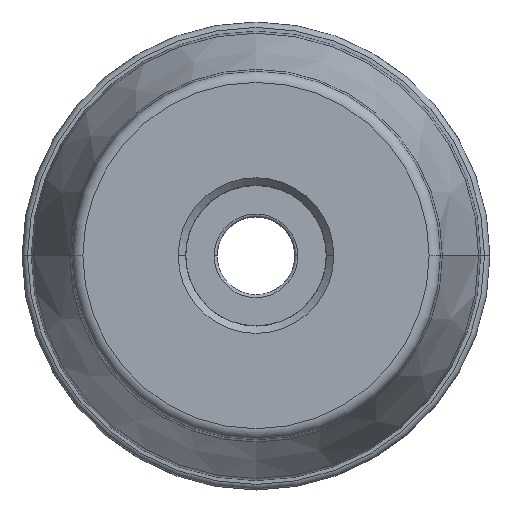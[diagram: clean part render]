
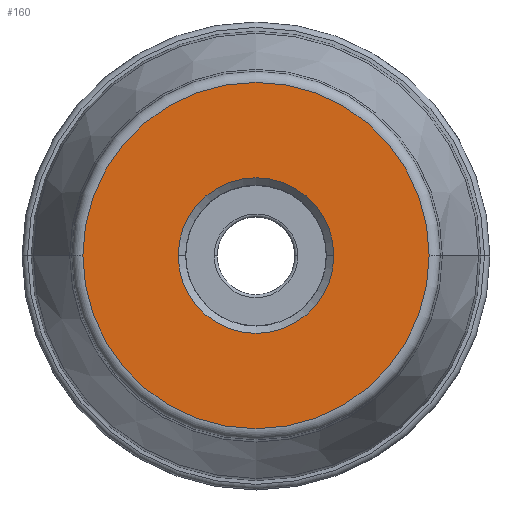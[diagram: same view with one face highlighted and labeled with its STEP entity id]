
A CAD part, top view. The second image highlights one B-rep face of the part: STEP entity #160.
In plain terms, the highlighted planar face has unit normal (0, 0, 1).
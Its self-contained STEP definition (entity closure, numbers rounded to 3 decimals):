
#66=PLANE('',#1667);
#78=FACE_BOUND('',#366,.T.);
#79=FACE_BOUND('',#367,.T.);
#160=ADVANCED_FACE('',(#78,#79),#66,.F.);
#366=EDGE_LOOP('',(#608,#609));
#367=EDGE_LOOP('',(#610,#611));
#608=ORIENTED_EDGE('',*,*,#1034,.T.);
#609=ORIENTED_EDGE('',*,*,#1033,.T.);
#610=ORIENTED_EDGE('',*,*,#1035,.T.);
#611=ORIENTED_EDGE('',*,*,#1036,.T.);
#870=VERTEX_POINT('',#2577);
#871=VERTEX_POINT('',#2579);
#872=VERTEX_POINT('',#2584);
#873=VERTEX_POINT('',#2585);
#1033=EDGE_CURVE('',#870,#871,#1200,.T.);
#1034=EDGE_CURVE('',#871,#870,#1201,.T.);
#1035=EDGE_CURVE('',#872,#873,#1202,.T.);
#1036=EDGE_CURVE('',#873,#872,#1203,.T.);
#1200=CIRCLE('',#1662,23.5);
#1201=CIRCLE('',#1664,23.5);
#1202=CIRCLE('',#1665,10.56);
#1203=CIRCLE('',#1666,10.56);
#1662=AXIS2_PLACEMENT_3D('',#2580,#2094,#2095);
#1664=AXIS2_PLACEMENT_3D('',#2582,#2098,#2099);
#1665=AXIS2_PLACEMENT_3D('',#2583,#2100,#2101);
#1666=AXIS2_PLACEMENT_3D('',#2586,#2102,#2103);
#1667=AXIS2_PLACEMENT_3D('',#2587,#2104,#2105);
#2094=DIRECTION('',(0.,0.,1.));
#2095=DIRECTION('',(1.,0.,0.));
#2098=DIRECTION('',(0.,0.,1.));
#2099=DIRECTION('',(-1.,0.,0.));
#2100=DIRECTION('',(0.,0.,-1.));
#2101=DIRECTION('',(-1.,0.,0.));
#2102=DIRECTION('',(0.,0.,-1.));
#2103=DIRECTION('',(1.,0.,0.));
#2104=DIRECTION('',(0.,0.,-1.));
#2105=DIRECTION('',(1.,0.,0.));
#2577=CARTESIAN_POINT('',(23.5,0.,0.));
#2579=CARTESIAN_POINT('',(-23.5,0.,0.));
#2580=CARTESIAN_POINT('',(0.,0.,0.));
#2582=CARTESIAN_POINT('',(0.,0.,0.));
#2583=CARTESIAN_POINT('',(0.,0.,0.));
#2584=CARTESIAN_POINT('',(-10.56,0.,0.));
#2585=CARTESIAN_POINT('',(10.56,0.,0.));
#2586=CARTESIAN_POINT('',(0.,0.,0.));
#2587=CARTESIAN_POINT('',(0.,0.,0.));
